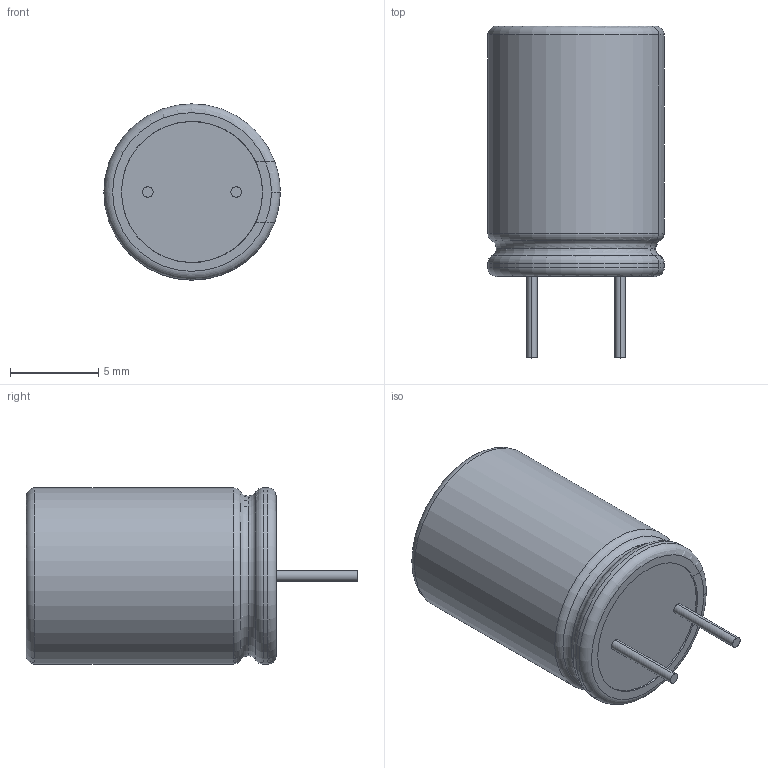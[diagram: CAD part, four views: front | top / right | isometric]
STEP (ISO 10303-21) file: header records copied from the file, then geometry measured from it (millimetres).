
FILE_DESCRIPTION (( 'STEP AP214' ), '1' );
FILE_NAME ('User Library-CAP_Electrolytic_10X14_.STEP', '2021-10-04T14:20:22', ( '' ), ( '' ), 'SwSTEP 2.0', 'SolidWorks 2021', '' );
FILE_SCHEMA (( 'AUTOMOTIVE_DESIGN' ));
Length unit declared in the file: millimetre
Products named in the file (1): User Library-CAP_Electrolytic_10X14_
Bounding box: 10 x 18.82 x 10 mm (x, y, z)
Volume: 1092.5 mm3; surface area: 619.7 mm2
Topology: 1 solids, 1 shells, 66 faces, 159 edges, 97 vertices
Faces by surface type: torus 32, cylinder 26, plane 8
Entity records: 2292 total; most frequent: CARTESIAN_POINT 451, DIRECTION 360, ORIENTED_EDGE 318, AXIS2_PLACEMENT_3D 160, EDGE_CURVE 159, VERTEX_POINT 97, CIRCLE 93, EDGE_LOOP 68
